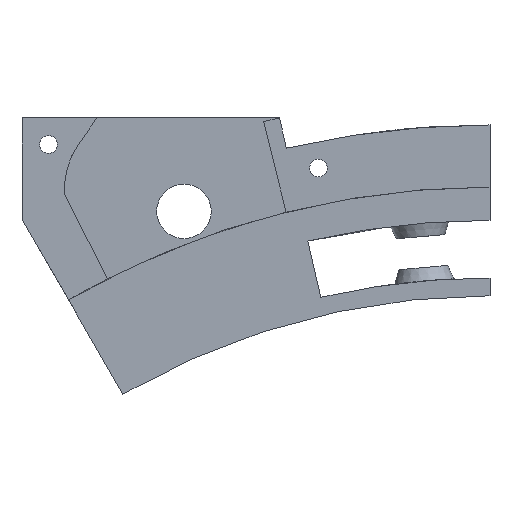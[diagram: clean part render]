
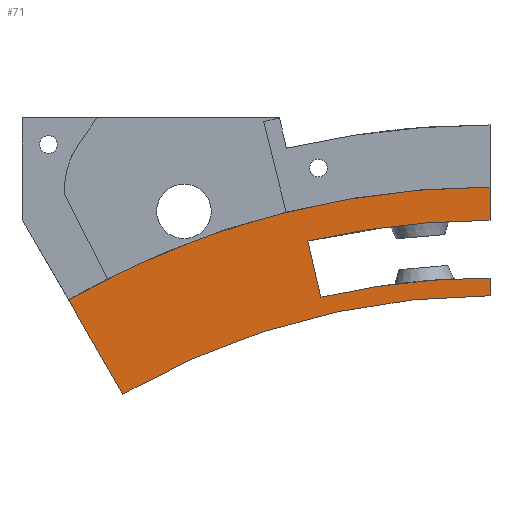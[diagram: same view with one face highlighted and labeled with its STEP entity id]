
A CAD part, left-side view. The second image highlights one B-rep face of the part: STEP entity #71.
In plain terms, the highlighted planar face has unit normal (-1, 0, 0).
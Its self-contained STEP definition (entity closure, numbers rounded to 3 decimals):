
#71=ADVANCED_FACE('',(#237),#239,.F.);
#237=FACE_BOUND('',#238,.T.);
#238=EDGE_LOOP('',(#533,#534,#535,#536,#537,#538,#539,#540));
#239=PLANE('',#240);
#240=AXIS2_PLACEMENT_3D('',#241,#242,#243);
#241=CARTESIAN_POINT('',(14.,0.,0.));
#242=DIRECTION('',(1.,0.,0.));
#243=DIRECTION('',(0.,0.,1.));
#533=ORIENTED_EDGE('',*,*,#662,.F.);
#534=ORIENTED_EDGE('',*,*,#663,.F.);
#535=ORIENTED_EDGE('',*,*,#634,.F.);
#536=ORIENTED_EDGE('',*,*,#631,.T.);
#537=ORIENTED_EDGE('',*,*,#657,.T.);
#538=ORIENTED_EDGE('',*,*,#664,.F.);
#539=ORIENTED_EDGE('',*,*,#665,.F.);
#540=ORIENTED_EDGE('',*,*,#666,.F.);
#631=EDGE_CURVE('',#733,#731,#734,.T.);
#634=EDGE_CURVE('',#733,#738,#739,.T.);
#657=EDGE_CURVE('',#731,#774,#776,.T.);
#662=EDGE_CURVE('',#785,#786,#787,.T.);
#663=EDGE_CURVE('',#738,#785,#788,.F.);
#664=EDGE_CURVE('',#789,#774,#790,.T.);
#665=EDGE_CURVE('',#791,#789,#792,.T.);
#666=EDGE_CURVE('',#786,#791,#793,.T.);
#731=VERTEX_POINT('',#930);
#733=VERTEX_POINT('',#934);
#734=CIRCLE('',#935,190.);
#738=VERTEX_POINT('',#946);
#739=LINE('',#947,#948);
#774=VERTEX_POINT('',#1100);
#776=LINE('',#1104,#1105);
#785=VERTEX_POINT('',#1127);
#786=VERTEX_POINT('',#1128);
#787=LINE('',#1129,#1130);
#788=CIRCLE('',#1132,182.5);
#789=VERTEX_POINT('',#1136);
#790=CIRCLE('',#1137,165.5);
#791=VERTEX_POINT('',#1141);
#792=LINE('',#1142,#1143);
#793=CIRCLE('',#1145,169.5);
#930=CARTESIAN_POINT('',(14.,95.,164.545));
#934=CARTESIAN_POINT('',(14.,0.,190.));
#935=AXIS2_PLACEMENT_3D('',#936,#937,#938);
#936=CARTESIAN_POINT('',(14.,0.,0.));
#937=DIRECTION('',(-1.,0.,0.));
#938=DIRECTION('',(0.,0.,1.));
#946=CARTESIAN_POINT('',(14.,0.,182.5));
#947=CARTESIAN_POINT('',(14.,0.,190.));
#948=VECTOR('',#949,1.);
#949=DIRECTION('',(0.,0.,-1.));
#1100=CARTESIAN_POINT('',(14.,82.75,143.327));
#1104=CARTESIAN_POINT('',(14.,95.,164.545));
#1105=VECTOR('',#1106,1.);
#1106=DIRECTION('',(0.,-0.5,-0.866));
#1127=CARTESIAN_POINT('',(14.,41.054,177.823));
#1128=CARTESIAN_POINT('',(14.,38.129,165.156));
#1129=CARTESIAN_POINT('',(14.,41.054,177.823));
#1130=VECTOR('',#1131,1.);
#1131=DIRECTION('',(0.,-0.225,-0.974));
#1132=AXIS2_PLACEMENT_3D('',#1133,#1134,#1135);
#1133=CARTESIAN_POINT('',(14.,0.,0.));
#1134=DIRECTION('',(1.,0.,0.));
#1135=DIRECTION('',(0.,0.225,0.974));
#1136=CARTESIAN_POINT('',(14.,0.,165.5));
#1137=AXIS2_PLACEMENT_3D('',#1138,#1139,#1140);
#1138=CARTESIAN_POINT('',(14.,0.,0.));
#1139=DIRECTION('',(-1.,0.,0.));
#1140=DIRECTION('',(0.,0.,1.));
#1141=CARTESIAN_POINT('',(14.,0.,169.5));
#1142=CARTESIAN_POINT('',(14.,0.,169.5));
#1143=VECTOR('',#1144,1.);
#1144=DIRECTION('',(0.,0.,-1.));
#1145=AXIS2_PLACEMENT_3D('',#1146,#1147,#1148);
#1146=CARTESIAN_POINT('',(14.,0.,0.));
#1147=DIRECTION('',(1.,0.,0.));
#1148=DIRECTION('',(0.,0.225,0.974));
